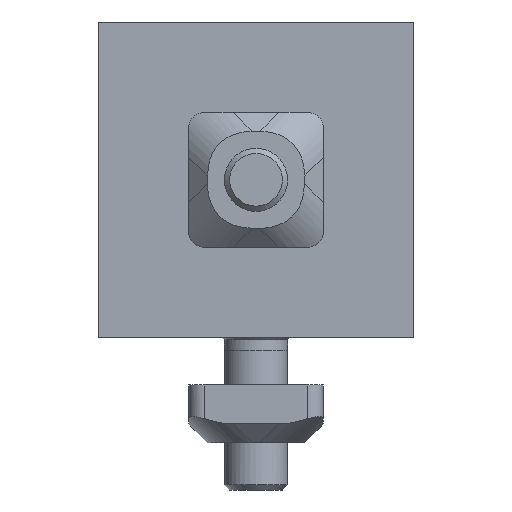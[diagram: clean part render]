
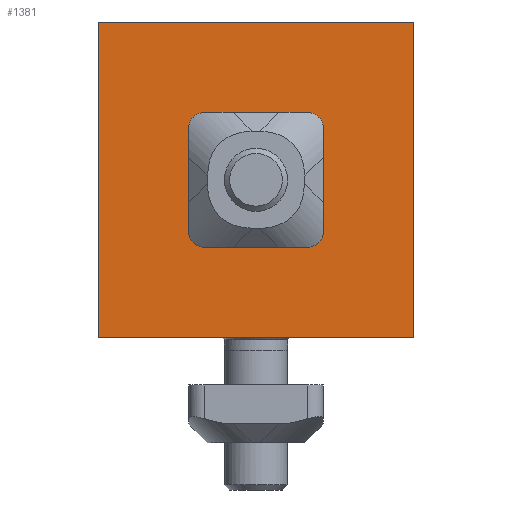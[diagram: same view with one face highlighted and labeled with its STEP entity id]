
A CAD part, front view. The second image highlights one B-rep face of the part: STEP entity #1381.
In plain terms, the highlighted face is planar.
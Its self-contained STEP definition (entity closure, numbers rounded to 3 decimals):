
#1381=ADVANCED_FACE('',(#1455,#1456),#1457,.T.);
#1455=FACE_BOUND('',#1568,.T.);
#1456=FACE_OUTER_BOUND('',#1569,.T.);
#1457=PLANE('',#1570);
#1568=EDGE_LOOP('',(#1680));
#1569=EDGE_LOOP('',(#1681,#1682,#1683,#1684));
#1570=AXIS2_PLACEMENT_3D('',#1685,#1686,#1687);
#1680=ORIENTED_EDGE('',*,*,#2021,.F.);
#1681=ORIENTED_EDGE('',*,*,#2022,.F.);
#1682=ORIENTED_EDGE('',*,*,#2023,.F.);
#1683=ORIENTED_EDGE('',*,*,#2024,.T.);
#1684=ORIENTED_EDGE('',*,*,#2025,.T.);
#1685=CARTESIAN_POINT('',(0.0,15.0,-15.0));
#1686=DIRECTION('',(-1.0,0.,0.0));
#1687=DIRECTION('',(0.,-1.0,0.0));
#2021=EDGE_CURVE('',#2123,#2123,#2124,.T.);
#2022=EDGE_CURVE('',#2125,#2126,#2127,.T.);
#2023=EDGE_CURVE('',#2128,#2125,#2129,.T.);
#2024=EDGE_CURVE('',#2128,#2130,#2131,.T.);
#2025=EDGE_CURVE('',#2130,#2126,#2132,.T.);
#2123=VERTEX_POINT('',#2296);
#2124=CIRCLE('',#2297,3.3);
#2125=VERTEX_POINT('',#2298);
#2126=VERTEX_POINT('',#2299);
#2127=LINE('',#2300,#2301);
#2128=VERTEX_POINT('',#2302);
#2129=LINE('',#2303,#2304);
#2130=VERTEX_POINT('',#2305);
#2131=LINE('',#2306,#2307);
#2132=LINE('',#2308,#2309);
#2296=CARTESIAN_POINT('',(0.,11.7,0.0));
#2297=AXIS2_PLACEMENT_3D('',#2667,#2668,#2669);
#2298=CARTESIAN_POINT('',(0.,30.0,15.0));
#2299=CARTESIAN_POINT('',(0.,0.0,15.0));
#2300=CARTESIAN_POINT('',(0.0,15.0,15.0));
#2301=VECTOR('',#2670,1.0);
#2302=CARTESIAN_POINT('',(0.,30.0,-15.0));
#2303=CARTESIAN_POINT('',(0.,30.0,-15.0));
#2304=VECTOR('',#2671,1.0);
#2305=CARTESIAN_POINT('',(0.,0.0,-15.0));
#2306=CARTESIAN_POINT('',(0.0,15.0,-15.0));
#2307=VECTOR('',#2672,1.0);
#2308=CARTESIAN_POINT('',(0.,0.0,-15.0));
#2309=VECTOR('',#2673,1.0);
#2667=CARTESIAN_POINT('',(0.0,15.0,0.0));
#2668=DIRECTION('',(-1.0,0.,0.0));
#2669=DIRECTION('',(0.,-1.0,0.0));
#2670=DIRECTION('',(0.,-1.0,0.0));
#2671=DIRECTION('',(0.0,0.0,1.0));
#2672=DIRECTION('',(0.,-1.0,0.0));
#2673=DIRECTION('',(0.0,0.0,1.0));
